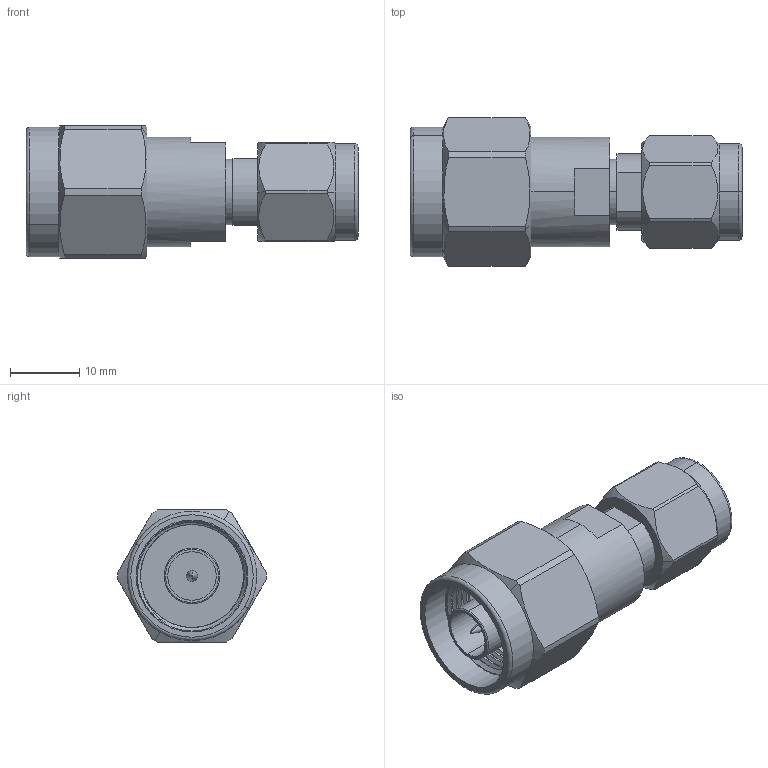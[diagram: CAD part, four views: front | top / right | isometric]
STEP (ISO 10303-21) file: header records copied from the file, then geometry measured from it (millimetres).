
FILE_DESCRIPTION (( 'STEP AP203' ), '1' );
FILE_NAME ('SM4152_3D.step', '2023-01-26T20:53:08', ( '' ), ( '' ), 'SwSTEP 2.0', 'SolidWorks 2022', '' );
FILE_SCHEMA (( 'CONFIG_CONTROL_DESIGN' ));
Length unit declared in the file: inch
Products named in the file (1): SM4152_3D
Bounding box: 47.89 x 21.46 x 19.05 mm (x, y, z)
Volume: 8174.2 mm3; surface area: 4954.7 mm2
Topology: 1 solids, 1 shells, 137 faces, 341 edges, 221 vertices
Faces by surface type: cylinder 63, plane 42, cone 18, torus 8, bspline 6
Entity records: 6772 total; most frequent: CARTESIAN_POINT 3529, ORIENTED_EDGE 682, DIRECTION 658, EDGE_CURVE 341, AXIS2_PLACEMENT_3D 274, VERTEX_POINT 221, EDGE_LOOP 152, CIRCLE 142
